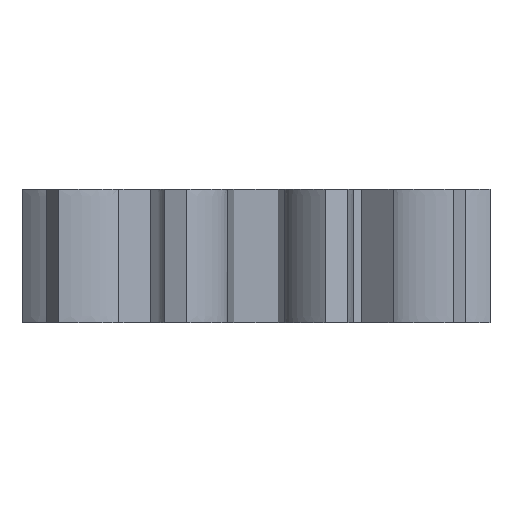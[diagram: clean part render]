
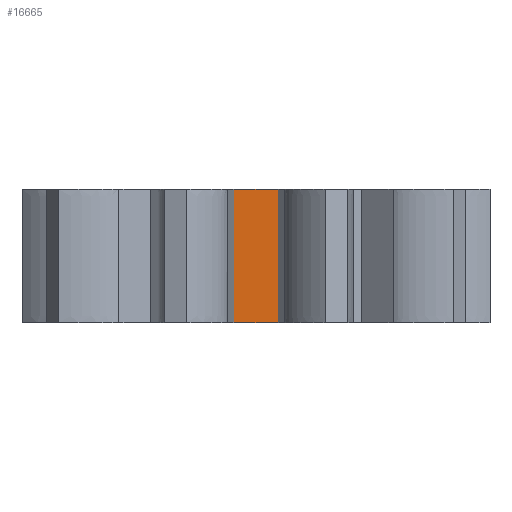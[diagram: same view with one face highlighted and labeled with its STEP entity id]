
A CAD part, left-side view. The second image highlights one B-rep face of the part: STEP entity #16665.
In plain terms, the highlighted face is a extrusion surface.
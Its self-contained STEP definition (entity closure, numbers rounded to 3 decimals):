
#93 = PLANE('',#94);
#94 = AXIS2_PLACEMENT_3D('',#95,#96,#97);
#95 = CARTESIAN_POINT('',(0.,0.,3.125)
  );
#96 = DIRECTION('',(0.,0.,1.));
#97 = DIRECTION('',(1.,0.,0.));
#168 = PLANE('',#169);
#169 = AXIS2_PLACEMENT_3D('',#170,#171,#172);
#170 = CARTESIAN_POINT('',(0.,0.,0.));
#171 = DIRECTION('',(0.,0.,1.));
#172 = DIRECTION('',(1.,0.,0.));
#1617 = VERTEX_POINT('',#1618);
#1618 = CARTESIAN_POINT('',(-3.209,0.517,0.));
#1630 = SURFACE_OF_LINEAR_EXTRUSION('',#1631,#1634);
#1631 = B_SPLINE_CURVE_WITH_KNOTS('',1,(#1632,#1633),.UNSPECIFIED.,.F.,
  .F.,(2,2),(0.,0.979),.PIECEWISE_BEZIER_KNOTS.);
#1632 = CARTESIAN_POINT('',(-4.175,0.672,0.));
#1633 = CARTESIAN_POINT('',(-3.209,0.517,0.));
#1634 = VECTOR('',#1635,1.);
#1635 = DIRECTION('',(-0.,-0.,-1.));
#1643 = EDGE_CURVE('',#1617,#1644,#1646,.T.);
#1644 = VERTEX_POINT('',#1645);
#1645 = CARTESIAN_POINT('',(-3.209,-0.517,0.));
#1646 = SURFACE_CURVE('',#1647,(#1650,#1656),.PCURVE_S1.);
#1647 = B_SPLINE_CURVE_WITH_KNOTS('',1,(#1648,#1649),.UNSPECIFIED.,.F.,
  .F.,(2,2),(0.,1.033),.PIECEWISE_BEZIER_KNOTS.);
#1648 = CARTESIAN_POINT('',(-3.209,0.517,0.));
#1649 = CARTESIAN_POINT('',(-3.209,-0.517,0.));
#1650 = PCURVE('',#168,#1651);
#1651 = DEFINITIONAL_REPRESENTATION('',(#1652),#1655);
#1652 = B_SPLINE_CURVE_WITH_KNOTS('',1,(#1653,#1654),.UNSPECIFIED.,.F.,
  .F.,(2,2),(0.,1.033),.PIECEWISE_BEZIER_KNOTS.);
#1653 = CARTESIAN_POINT('',(-3.209,0.517));
#1654 = CARTESIAN_POINT('',(-3.209,-0.517));
#1655 = ( GEOMETRIC_REPRESENTATION_CONTEXT(2) 
PARAMETRIC_REPRESENTATION_CONTEXT() REPRESENTATION_CONTEXT('2D SPACE',''
  ) );
#1656 = PCURVE('',#1657,#1663);
#1657 = SURFACE_OF_LINEAR_EXTRUSION('',#1658,#1661);
#1658 = B_SPLINE_CURVE_WITH_KNOTS('',1,(#1659,#1660),.UNSPECIFIED.,.F.,
  .F.,(2,2),(0.,1.033),.PIECEWISE_BEZIER_KNOTS.);
#1659 = CARTESIAN_POINT('',(-3.209,0.517,0.));
#1660 = CARTESIAN_POINT('',(-3.209,-0.517,0.));
#1661 = VECTOR('',#1662,1.);
#1662 = DIRECTION('',(-0.,-0.,-1.));
#1663 = DEFINITIONAL_REPRESENTATION('',(#1664),#1668);
#1664 = LINE('',#1665,#1666);
#1665 = CARTESIAN_POINT('',(0.,0.));
#1666 = VECTOR('',#1667,1.);
#1667 = DIRECTION('',(1.,0.));
#1668 = ( GEOMETRIC_REPRESENTATION_CONTEXT(2) 
PARAMETRIC_REPRESENTATION_CONTEXT() REPRESENTATION_CONTEXT('2D SPACE',''
  ) );
#1684 = SURFACE_OF_LINEAR_EXTRUSION('',#1685,#1688);
#1685 = B_SPLINE_CURVE_WITH_KNOTS('',1,(#1686,#1687),.UNSPECIFIED.,.F.,
  .F.,(2,2),(0.,0.979),.PIECEWISE_BEZIER_KNOTS.);
#1686 = CARTESIAN_POINT('',(-3.209,-0.517,0.));
#1687 = CARTESIAN_POINT('',(-4.175,-0.672,0.));
#1688 = VECTOR('',#1689,1.);
#1689 = DIRECTION('',(-0.,-0.,-1.));
#3685 = VERTEX_POINT('',#3686);
#3686 = CARTESIAN_POINT('',(-3.209,0.517,3.125));
#3705 = EDGE_CURVE('',#3685,#3706,#3708,.T.);
#3706 = VERTEX_POINT('',#3707);
#3707 = CARTESIAN_POINT('',(-3.209,-0.517,3.125));
#3708 = SURFACE_CURVE('',#3709,(#3712,#3718),.PCURVE_S1.);
#3709 = B_SPLINE_CURVE_WITH_KNOTS('',1,(#3710,#3711),.UNSPECIFIED.,.F.,
  .F.,(2,2),(0.,1.033),.PIECEWISE_BEZIER_KNOTS.);
#3710 = CARTESIAN_POINT('',(-3.209,0.517,3.125));
#3711 = CARTESIAN_POINT('',(-3.209,-0.517,3.125));
#3712 = PCURVE('',#93,#3713);
#3713 = DEFINITIONAL_REPRESENTATION('',(#3714),#3717);
#3714 = B_SPLINE_CURVE_WITH_KNOTS('',1,(#3715,#3716),.UNSPECIFIED.,.F.,
  .F.,(2,2),(0.,1.033),.PIECEWISE_BEZIER_KNOTS.);
#3715 = CARTESIAN_POINT('',(-3.209,0.517));
#3716 = CARTESIAN_POINT('',(-3.209,-0.517));
#3717 = ( GEOMETRIC_REPRESENTATION_CONTEXT(2) 
PARAMETRIC_REPRESENTATION_CONTEXT() REPRESENTATION_CONTEXT('2D SPACE',''
  ) );
#3718 = PCURVE('',#1657,#3719);
#3719 = DEFINITIONAL_REPRESENTATION('',(#3720),#3724);
#3720 = LINE('',#3721,#3722);
#3721 = CARTESIAN_POINT('',(0.,-3.125));
#3722 = VECTOR('',#3723,1.);
#3723 = DIRECTION('',(1.,0.));
#3724 = ( GEOMETRIC_REPRESENTATION_CONTEXT(2) 
PARAMETRIC_REPRESENTATION_CONTEXT() REPRESENTATION_CONTEXT('2D SPACE',''
  ) );
#16615 = EDGE_CURVE('',#1644,#3706,#16616,.T.);
#16616 = SURFACE_CURVE('',#16617,(#16621,#16628),.PCURVE_S1.);
#16617 = LINE('',#16618,#16619);
#16618 = CARTESIAN_POINT('',(-3.209,-0.517,0.));
#16619 = VECTOR('',#16620,1.);
#16620 = DIRECTION('',(0.,0.,1.));
#16621 = PCURVE('',#1684,#16622);
#16622 = DEFINITIONAL_REPRESENTATION('',(#16623),#16627);
#16623 = LINE('',#16624,#16625);
#16624 = CARTESIAN_POINT('',(0.,0.));
#16625 = VECTOR('',#16626,1.);
#16626 = DIRECTION('',(0.,-1.));
#16627 = ( GEOMETRIC_REPRESENTATION_CONTEXT(2) 
PARAMETRIC_REPRESENTATION_CONTEXT() REPRESENTATION_CONTEXT('2D SPACE',''
  ) );
#16628 = PCURVE('',#1657,#16629);
#16629 = DEFINITIONAL_REPRESENTATION('',(#16630),#16634);
#16630 = LINE('',#16631,#16632);
#16631 = CARTESIAN_POINT('',(1.033,0.));
#16632 = VECTOR('',#16633,1.);
#16633 = DIRECTION('',(0.,-1.));
#16634 = ( GEOMETRIC_REPRESENTATION_CONTEXT(2) 
PARAMETRIC_REPRESENTATION_CONTEXT() REPRESENTATION_CONTEXT('2D SPACE',''
  ) );
#16644 = EDGE_CURVE('',#1617,#3685,#16645,.T.);
#16645 = SURFACE_CURVE('',#16646,(#16650,#16657),.PCURVE_S1.);
#16646 = LINE('',#16647,#16648);
#16647 = CARTESIAN_POINT('',(-3.209,0.517,0.));
#16648 = VECTOR('',#16649,1.);
#16649 = DIRECTION('',(0.,0.,1.));
#16650 = PCURVE('',#1630,#16651);
#16651 = DEFINITIONAL_REPRESENTATION('',(#16652),#16656);
#16652 = LINE('',#16653,#16654);
#16653 = CARTESIAN_POINT('',(0.979,0.));
#16654 = VECTOR('',#16655,1.);
#16655 = DIRECTION('',(0.,-1.));
#16656 = ( GEOMETRIC_REPRESENTATION_CONTEXT(2) 
PARAMETRIC_REPRESENTATION_CONTEXT() REPRESENTATION_CONTEXT('2D SPACE',''
  ) );
#16657 = PCURVE('',#1657,#16658);
#16658 = DEFINITIONAL_REPRESENTATION('',(#16659),#16663);
#16659 = LINE('',#16660,#16661);
#16660 = CARTESIAN_POINT('',(0.,0.));
#16661 = VECTOR('',#16662,1.);
#16662 = DIRECTION('',(0.,-1.));
#16663 = ( GEOMETRIC_REPRESENTATION_CONTEXT(2) 
PARAMETRIC_REPRESENTATION_CONTEXT() REPRESENTATION_CONTEXT('2D SPACE',''
  ) );
#16665 = ADVANCED_FACE('',(#16666),#1657,.F.);
#16666 = FACE_BOUND('',#16667,.F.);
#16667 = EDGE_LOOP('',(#16668,#16669,#16670,#16671));
#16668 = ORIENTED_EDGE('',*,*,#16644,.T.);
#16669 = ORIENTED_EDGE('',*,*,#3705,.T.);
#16670 = ORIENTED_EDGE('',*,*,#16615,.F.);
#16671 = ORIENTED_EDGE('',*,*,#1643,.F.);
